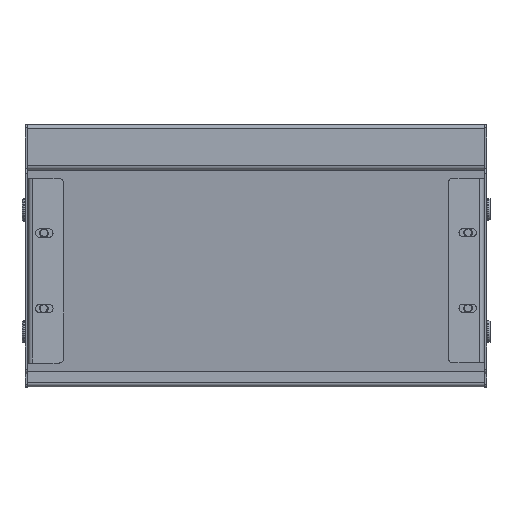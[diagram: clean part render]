
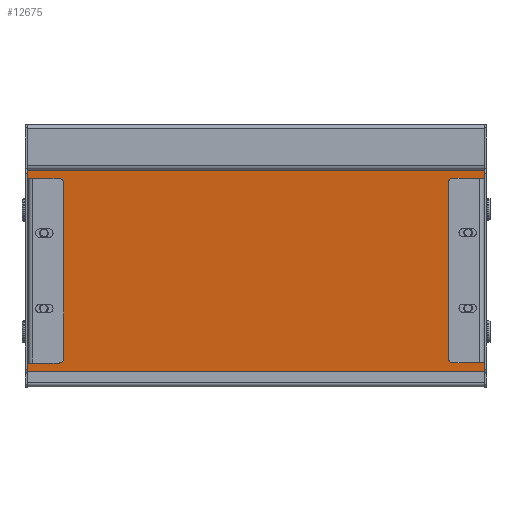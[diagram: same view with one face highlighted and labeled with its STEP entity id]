
A CAD part, front view. The second image highlights one B-rep face of the part: STEP entity #12675.
In plain terms, the highlighted planar face has unit normal (0, -0.994, -0.11).
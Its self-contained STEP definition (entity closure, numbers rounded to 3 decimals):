
#259 = FACE_OUTER_BOUND ( 'NONE', #6794, .T. ) ;
#266 = CARTESIAN_POINT ( 'NONE',  ( -151.5, 18.091, -1.5 ) ) ;
#334 = DIRECTION ( 'NONE',  ( 0., -0.994, -0.11 ) ) ;
#402 = EDGE_CURVE ( 'NONE', #9446, #9863, #12180, .T. ) ;
#680 = ORIENTED_EDGE ( 'NONE', *, *, #7301, .F. ) ;
#849 = EDGE_CURVE ( 'NONE', #4030, #9446, #2436, .T. ) ;
#1423 = DIRECTION ( 'NONE',  ( 1., 0., 0. ) ) ;
#2436 = LINE ( 'NONE', #9911, #5987 ) ;
#3005 = VECTOR ( 'NONE', #3442, 1000. ) ;
#3312 = LINE ( 'NONE', #7628, #7963 ) ;
#3442 = DIRECTION ( 'NONE',  ( 0., -0.11, 0.994 ) ) ;
#3501 = PLANE ( 'NONE',  #8138 ) ;
#4030 = VERTEX_POINT ( 'NONE', #11256 ) ;
#4506 = DIRECTION ( 'NONE',  ( 0., 0.11, -0.994 ) ) ;
#4591 = CARTESIAN_POINT ( 'NONE',  ( -151.5, 18.248, -2.925 ) ) ;
#4631 = DIRECTION ( 'NONE',  ( 0., 0.11, -0.994 ) ) ;
#5416 = EDGE_CURVE ( 'NONE', #13585, #4030, #3312, .T. ) ;
#5987 = VECTOR ( 'NONE', #7933, 1000. ) ;
#6794 = EDGE_LOOP ( 'NONE', ( #13912, #12965, #11823, #680 ) ) ;
#7247 = CARTESIAN_POINT ( 'NONE',  ( 151.5, 18.248, -2.925 ) ) ;
#7301 = EDGE_CURVE ( 'NONE', #9863, #13585, #12205, .T. ) ;
#7628 = CARTESIAN_POINT ( 'NONE',  ( 151.5, 37.05, -173.505 ) ) ;
#7933 = DIRECTION ( 'NONE',  ( -1., 0., 0. ) ) ;
#7963 = VECTOR ( 'NONE', #4506, 1000. ) ;
#8138 = AXIS2_PLACEMENT_3D ( 'NONE', #12108, #334, #4631 ) ;
#9446 = VERTEX_POINT ( 'NONE', #12176 ) ;
#9863 = VERTEX_POINT ( 'NONE', #11455 ) ;
#9911 = CARTESIAN_POINT ( 'NONE',  ( 151.5, 36.689, -170.229 ) ) ;
#11256 = CARTESIAN_POINT ( 'NONE',  ( 151.5, 36.689, -170.229 ) ) ;
#11455 = CARTESIAN_POINT ( 'NONE',  ( -151.5, 18.248, -2.925 ) ) ;
#11823 = ORIENTED_EDGE ( 'NONE', *, *, #5416, .F. ) ;
#12078 = VECTOR ( 'NONE', #1423, 1000. ) ;
#12108 = CARTESIAN_POINT ( 'NONE',  ( 0., 17.692, 2.116 ) ) ;
#12176 = CARTESIAN_POINT ( 'NONE',  ( -151.5, 36.689, -170.229 ) ) ;
#12180 = LINE ( 'NONE', #266, #3005 ) ;
#12205 = LINE ( 'NONE', #4591, #12078 ) ;
#12675 = ADVANCED_FACE ( 'NONE', ( #259 ), #3501, .T. ) ;
#12965 = ORIENTED_EDGE ( 'NONE', *, *, #849, .F. ) ;
#13585 = VERTEX_POINT ( 'NONE', #7247 ) ;
#13912 = ORIENTED_EDGE ( 'NONE', *, *, #402, .F. ) ;
